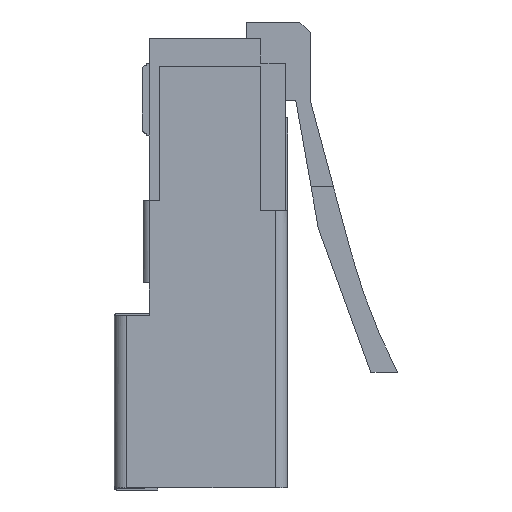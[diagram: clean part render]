
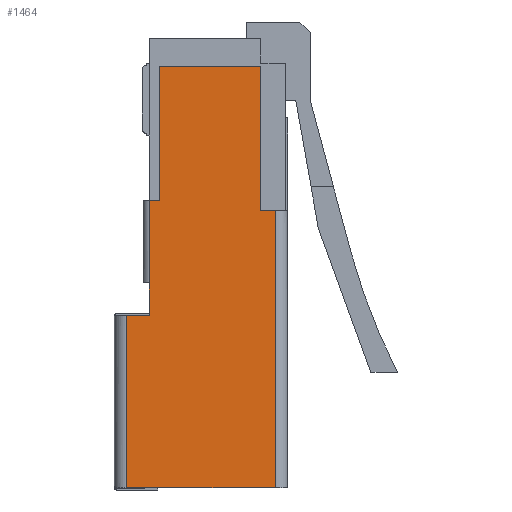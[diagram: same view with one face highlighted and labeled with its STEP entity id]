
A CAD part, front view. The second image highlights one B-rep face of the part: STEP entity #1464.
In plain terms, the highlighted planar face has unit normal (0, -1, 0).
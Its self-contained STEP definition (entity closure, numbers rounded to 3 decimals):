
#1464=ADVANCED_FACE('',(#2032),#1731,.T.);
#1731=PLANE('',#8209);
#2032=FACE_OUTER_BOUND('',#2352,.T.);
#2352=EDGE_LOOP('',(#3863,#3864,#3865,#3866,#3867,#3868,#3869,#3870,#3871,
#3872,#3873));
#3863=ORIENTED_EDGE('',*,*,#5829,.T.);
#3864=ORIENTED_EDGE('',*,*,#5213,.T.);
#3865=ORIENTED_EDGE('',*,*,#5211,.T.);
#3866=ORIENTED_EDGE('',*,*,#5830,.T.);
#3867=ORIENTED_EDGE('',*,*,#5797,.T.);
#3868=ORIENTED_EDGE('',*,*,#5798,.T.);
#3869=ORIENTED_EDGE('',*,*,#5791,.T.);
#3870=ORIENTED_EDGE('',*,*,#5805,.F.);
#3871=ORIENTED_EDGE('',*,*,#5806,.T.);
#3872=ORIENTED_EDGE('',*,*,#5810,.T.);
#3873=ORIENTED_EDGE('',*,*,#5828,.F.);
#4571=VERTEX_POINT('',#10412);
#4574=VERTEX_POINT('',#10417);
#4576=VERTEX_POINT('',#10423);
#4924=VERTEX_POINT('',#11604);
#4929=VERTEX_POINT('',#11614);
#4932=VERTEX_POINT('',#11633);
#4934=VERTEX_POINT('',#11637);
#4936=VERTEX_POINT('',#11660);
#4937=VERTEX_POINT('',#11664);
#4939=VERTEX_POINT('',#11673);
#4948=VERTEX_POINT('',#11743);
#5211=EDGE_CURVE('',#4571,#4574,#6195,.T.);
#5213=EDGE_CURVE('',#4576,#4571,#6197,.T.);
#5791=EDGE_CURVE('',#4929,#4924,#6670,.T.);
#5797=EDGE_CURVE('',#4932,#4934,#6676,.T.);
#5798=EDGE_CURVE('',#4934,#4929,#6677,.T.);
#5805=EDGE_CURVE('',#4936,#4924,#6683,.T.);
#5806=EDGE_CURVE('',#4936,#4937,#6684,.T.);
#5810=EDGE_CURVE('',#4937,#4939,#6685,.T.);
#5828=EDGE_CURVE('',#4948,#4939,#6696,.T.);
#5829=EDGE_CURVE('',#4948,#4576,#6697,.T.);
#5830=EDGE_CURVE('',#4574,#4932,#6698,.T.);
#6195=LINE('',#10418,#7030);
#6197=LINE('',#10422,#7032);
#6670=LINE('',#11616,#7505);
#6676=LINE('',#11638,#7511);
#6677=LINE('',#11640,#7512);
#6683=LINE('',#11661,#7518);
#6684=LINE('',#11663,#7519);
#6685=LINE('',#11674,#7520);
#6696=LINE('',#11744,#7531);
#6697=LINE('',#11746,#7532);
#6698=LINE('',#11748,#7533);
#7030=VECTOR('',#8527,1.);
#7032=VECTOR('',#8531,1.);
#7505=VECTOR('',#9586,1.);
#7511=VECTOR('',#9594,1.);
#7512=VECTOR('',#9597,1.);
#7518=VECTOR('',#9609,1.);
#7519=VECTOR('',#9612,1.);
#7520=VECTOR('',#9619,1.);
#7531=VECTOR('',#9650,1.);
#7532=VECTOR('',#9653,1.);
#7533=VECTOR('',#9656,1.);
#8209=AXIS2_PLACEMENT_3D('',#11749,#9657,#9658);
#8527=DIRECTION('',(0.,0.,1.));
#8531=DIRECTION('',(-1.,0.,0.));
#9586=DIRECTION('',(0.,0.,-1.));
#9594=DIRECTION('',(0.,0.,-1.));
#9597=DIRECTION('',(-1.,0.,0.));
#9609=DIRECTION('',(0.,0.,1.));
#9612=DIRECTION('',(-1.,0.,0.));
#9619=DIRECTION('',(0.,0.,-1.));
#9650=DIRECTION('',(-1.,0.,0.));
#9653=DIRECTION('',(0.,0.,1.));
#9656=DIRECTION('',(-1.,0.,0.));
#9657=DIRECTION('',(0.,-1.,0.));
#9658=DIRECTION('',(-1.,0.,0.));
#10412=CARTESIAN_POINT('',(2.9,-5.85,-1.15));
#10417=CARTESIAN_POINT('',(2.9,-5.85,5.85));
#10418=CARTESIAN_POINT('',(2.9,-5.85,-1.15));
#10422=CARTESIAN_POINT('',(3.6,-5.85,-1.15));
#10423=CARTESIAN_POINT('',(3.6,-5.85,-1.15));
#11604=CARTESIAN_POINT('',(-2.5,-5.85,-4.65));
#11614=CARTESIAN_POINT('',(-2.5,-5.85,-0.65));
#11616=CARTESIAN_POINT('',(-2.5,-5.85,-0.65));
#11633=CARTESIAN_POINT('',(-2.,-5.85,5.85));
#11637=CARTESIAN_POINT('',(-2.,-5.85,-0.65));
#11638=CARTESIAN_POINT('',(-2.,-5.85,5.85));
#11640=CARTESIAN_POINT('',(-2.,-5.85,-0.65));
#11660=CARTESIAN_POINT('',(-2.5,-5.85,-6.25));
#11661=CARTESIAN_POINT('',(-2.5,-5.85,-6.25));
#11663=CARTESIAN_POINT('',(-2.5,-5.85,-6.25));
#11664=CARTESIAN_POINT('',(-3.6,-5.85,-6.25));
#11673=CARTESIAN_POINT('',(-3.6,-5.85,-14.6));
#11674=CARTESIAN_POINT('',(-3.6,-5.85,-6.25));
#11743=CARTESIAN_POINT('',(3.6,-5.85,-14.6));
#11744=CARTESIAN_POINT('',(3.6,-5.85,-14.6));
#11746=CARTESIAN_POINT('',(3.6,-5.85,-14.6));
#11748=CARTESIAN_POINT('',(2.9,-5.85,5.85));
#11749=CARTESIAN_POINT('',(3.75,-5.85,8.2));
